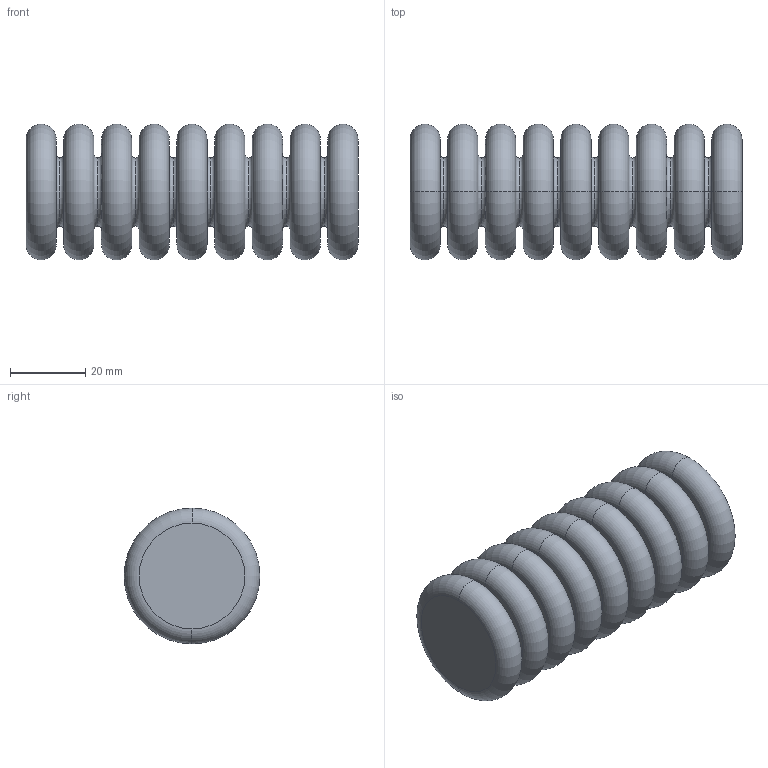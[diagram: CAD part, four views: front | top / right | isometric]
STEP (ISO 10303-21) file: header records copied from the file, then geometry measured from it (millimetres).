
FILE_DESCRIPTION (( 'STEP AP214' ), '1' );
FILE_NAME ('out bellow.stp.STEP', '2023-08-30T04:15:16', ( '' ), ( '' ), 'SwSTEP 2.0', 'SolidWorks 2023', '' );
FILE_SCHEMA (( 'AUTOMOTIVE_DESIGN' ));
Length unit declared in the file: millimetre
Products named in the file (1): out bellow.stp
Bounding box: 88 x 36 x 36 mm (x, y, z)
Volume: 45295.2 mm3; surface area: 36533.7 mm2
Topology: 1 solids, 4 shells, 206 faces, 530 edges, 348 vertices
Faces by surface type: torus 125, plane 78, cylinder 3
Entity records: 12307 total; most frequent: CARTESIAN_POINT 7303, DIRECTION 1060, ORIENTED_EDGE 1060, EDGE_CURVE 530, AXIS2_PLACEMENT_3D 473, VERTEX_POINT 348, CIRCLE 266, EDGE_LOOP 222
